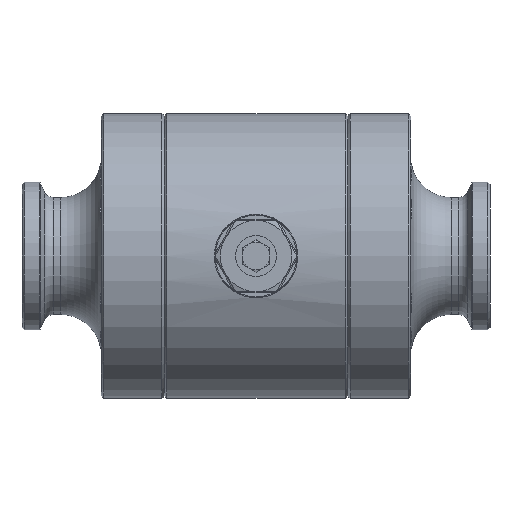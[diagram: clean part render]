
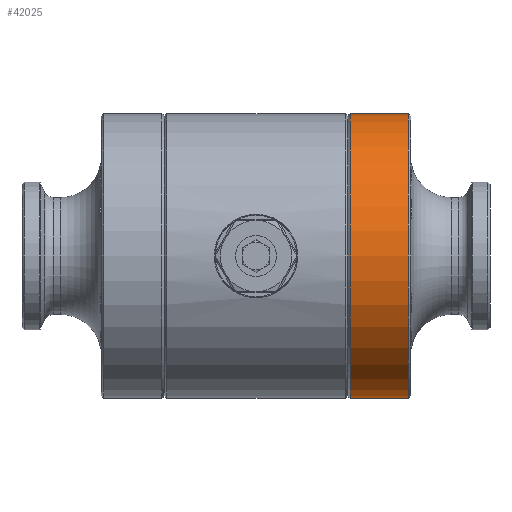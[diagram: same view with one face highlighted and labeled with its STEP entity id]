
A CAD part, front view. The second image highlights one B-rep face of the part: STEP entity #42025.
In plain terms, the highlighted cylindrical face has radius 88.9 mm (diameter 177.8 mm), a partial arc.
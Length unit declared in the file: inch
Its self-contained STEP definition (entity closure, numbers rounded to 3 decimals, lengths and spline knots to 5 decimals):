
#1997 = CYLINDRICAL_SURFACE ( 'NONE', #35884, 3.5 ) ;
#2909 = VERTEX_POINT ( 'NONE', #46572 ) ;
#4510 = DIRECTION ( 'NONE',  ( 0., 0., 1. ) ) ;
#5084 = EDGE_CURVE ( 'NONE', #2909, #49300, #13944, .T. ) ;
#5918 = VECTOR ( 'NONE', #37651, 39.37008 ) ;
#6378 = DIRECTION ( 'NONE',  ( 0., 0., 1. ) ) ;
#7022 = FACE_OUTER_BOUND ( 'NONE', #46064, .T. ) ;
#9677 = EDGE_CURVE ( 'NONE', #49300, #40627, #14066, .T. ) ;
#12079 = CARTESIAN_POINT ( 'NONE',  ( 2.31, 0., 0. ) ) ;
#12537 = CARTESIAN_POINT ( 'NONE',  ( 3.74, 0., 3.5 ) ) ;
#13473 = AXIS2_PLACEMENT_3D ( 'NONE', #12079, #40242, #4510 ) ;
#13944 = CIRCLE ( 'NONE', #20463, 3.5 ) ;
#14066 = LINE ( 'NONE', #29216, #5918 ) ;
#14670 = CARTESIAN_POINT ( 'NONE',  ( 2.31, 0., -3.5 ) ) ;
#16368 = DIRECTION ( 'NONE',  ( 0., 0., 1. ) ) ;
#20463 = AXIS2_PLACEMENT_3D ( 'NONE', #34225, #22425, #6378 ) ;
#21725 = ORIENTED_EDGE ( 'NONE', *, *, #50610, .F. ) ;
#22425 = DIRECTION ( 'NONE',  ( -1., 0., 0. ) ) ;
#22807 = ORIENTED_EDGE ( 'NONE', *, *, #5084, .T. ) ;
#22991 = DIRECTION ( 'NONE',  ( -1., 0., 0. ) ) ;
#29216 = CARTESIAN_POINT ( 'NONE',  ( 1.7813, 0., 3.5 ) ) ;
#31840 = EDGE_CURVE ( 'NONE', #2909, #38157, #44437, .T. ) ;
#33508 = CARTESIAN_POINT ( 'NONE',  ( 1.7813, 0., -3.5 ) ) ;
#34225 = CARTESIAN_POINT ( 'NONE',  ( 3.74, 0., 0. ) ) ;
#34345 = ORIENTED_EDGE ( 'NONE', *, *, #31840, .F. ) ;
#35702 = CIRCLE ( 'NONE', #13473, 3.5 ) ;
#35884 = AXIS2_PLACEMENT_3D ( 'NONE', #39465, #22991, #16368 ) ;
#37651 = DIRECTION ( 'NONE',  ( -1., 0., 0. ) ) ;
#38157 = VERTEX_POINT ( 'NONE', #14670 ) ;
#39465 = CARTESIAN_POINT ( 'NONE',  ( 1.7813, 0., 0. ) ) ;
#40242 = DIRECTION ( 'NONE',  ( -1., 0., 0. ) ) ;
#40627 = VERTEX_POINT ( 'NONE', #46161 ) ;
#42025 = ADVANCED_FACE ( 'NONE', ( #7022 ), #1997, .T. ) ;
#43492 = ORIENTED_EDGE ( 'NONE', *, *, #9677, .T. ) ;
#44437 = LINE ( 'NONE', #33508, #45712 ) ;
#45712 = VECTOR ( 'NONE', #46078, 39.37008 ) ;
#46064 = EDGE_LOOP ( 'NONE', ( #34345, #22807, #43492, #21725 ) ) ;
#46078 = DIRECTION ( 'NONE',  ( -1., 0., 0. ) ) ;
#46161 = CARTESIAN_POINT ( 'NONE',  ( 2.31, 0., 3.5 ) ) ;
#46572 = CARTESIAN_POINT ( 'NONE',  ( 3.74, 0., -3.5 ) ) ;
#49300 = VERTEX_POINT ( 'NONE', #12537 ) ;
#50610 = EDGE_CURVE ( 'NONE', #38157, #40627, #35702, .T. ) ;
